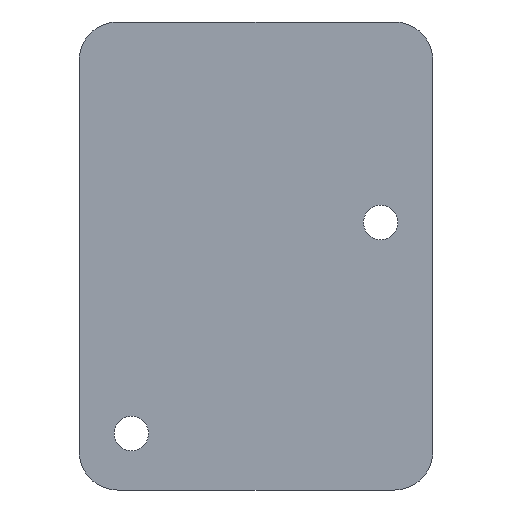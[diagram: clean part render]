
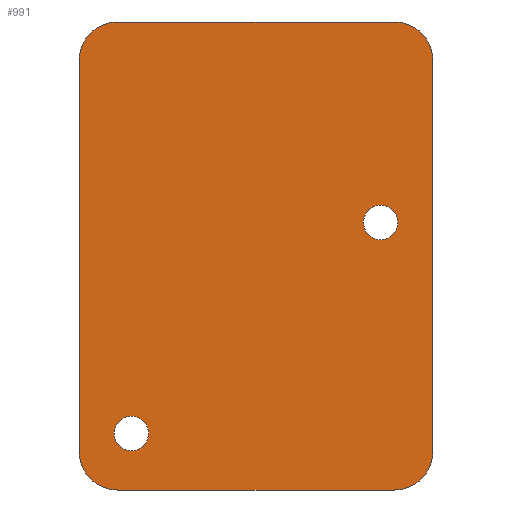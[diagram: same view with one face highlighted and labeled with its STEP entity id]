
A CAD part, front view. The second image highlights one B-rep face of the part: STEP entity #991.
In plain terms, the highlighted planar face has unit normal (0, -1, 0).
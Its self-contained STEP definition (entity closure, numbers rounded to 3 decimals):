
#31=CIRCLE('',#1057,2.25);
#33=CIRCLE('',#1060,2.25);
#38=CIRCLE('',#1068,5.);
#39=CIRCLE('',#1069,5.);
#40=CIRCLE('',#1070,5.);
#41=CIRCLE('',#1071,5.);
#142=ORIENTED_EDGE('',*,*,#397,.T.);
#143=ORIENTED_EDGE('',*,*,#395,.T.);
#144=ORIENTED_EDGE('',*,*,#400,.T.);
#145=ORIENTED_EDGE('',*,*,#410,.T.);
#146=ORIENTED_EDGE('',*,*,#382,.T.);
#147=ORIENTED_EDGE('',*,*,#411,.T.);
#148=ORIENTED_EDGE('',*,*,#388,.T.);
#149=ORIENTED_EDGE('',*,*,#412,.T.);
#150=ORIENTED_EDGE('',*,*,#390,.T.);
#151=ORIENTED_EDGE('',*,*,#413,.T.);
#382=EDGE_CURVE('',#517,#518,#615,.T.);
#388=EDGE_CURVE('',#524,#523,#621,.T.);
#390=EDGE_CURVE('',#525,#526,#623,.T.);
#395=EDGE_CURVE('',#530,#530,#31,.T.);
#397=EDGE_CURVE('',#532,#532,#33,.T.);
#400=EDGE_CURVE('',#536,#535,#629,.T.);
#410=EDGE_CURVE('',#535,#517,#38,.T.);
#411=EDGE_CURVE('',#518,#524,#39,.T.);
#412=EDGE_CURVE('',#523,#525,#40,.T.);
#413=EDGE_CURVE('',#526,#536,#41,.T.);
#517=VERTEX_POINT('',#1487);
#518=VERTEX_POINT('',#1488);
#523=VERTEX_POINT('',#1499);
#524=VERTEX_POINT('',#1501);
#525=VERTEX_POINT('',#1505);
#526=VERTEX_POINT('',#1506);
#530=VERTEX_POINT('',#1516);
#532=VERTEX_POINT('',#1521);
#535=VERTEX_POINT('',#1527);
#536=VERTEX_POINT('',#1529);
#615=LINE('',#1486,#728);
#621=LINE('',#1500,#734);
#623=LINE('',#1504,#736);
#629=LINE('',#1528,#742);
#728=VECTOR('',#1181,1000.);
#734=VECTOR('',#1189,1000.);
#736=VECTOR('',#1193,1000.);
#742=VECTOR('',#1213,1000.);
#820=EDGE_LOOP('',(#142));
#821=EDGE_LOOP('',(#143));
#822=EDGE_LOOP('',(#144,#145,#146,#147,#148,#149,#150,#151));
#889=FACE_BOUND('',#820,.T.);
#890=FACE_BOUND('',#821,.T.);
#891=FACE_BOUND('',#822,.T.);
#951=PLANE('',#1067);
#991=ADVANCED_FACE('',(#889,#890,#891),#951,.T.);
#1057=AXIS2_PLACEMENT_3D('',#1515,#1201,#1202);
#1060=AXIS2_PLACEMENT_3D('',#1520,#1207,#1208);
#1067=AXIS2_PLACEMENT_3D('',#1544,#1229,#1230);
#1068=AXIS2_PLACEMENT_3D('',#1545,#1231,#1232);
#1069=AXIS2_PLACEMENT_3D('',#1546,#1233,#1234);
#1070=AXIS2_PLACEMENT_3D('',#1547,#1235,#1236);
#1071=AXIS2_PLACEMENT_3D('',#1548,#1237,#1238);
#1181=DIRECTION('',(0.,0.,-1.));
#1189=DIRECTION('',(1.,0.,0.));
#1193=DIRECTION('',(0.,0.,1.));
#1201=DIRECTION('',(0.,1.,0.));
#1202=DIRECTION('',(1.,0.,0.));
#1207=DIRECTION('',(0.,1.,0.));
#1208=DIRECTION('',(1.,0.,0.));
#1213=DIRECTION('',(-1.,0.,0.));
#1229=DIRECTION('',(0.,-1.,0.));
#1230=DIRECTION('',(0.,0.,-1.));
#1231=DIRECTION('',(0.,-1.,0.));
#1232=DIRECTION('',(0.,0.,-1.));
#1233=DIRECTION('',(0.,-1.,0.));
#1234=DIRECTION('',(0.,0.,-1.));
#1235=DIRECTION('',(0.,-1.,0.));
#1236=DIRECTION('',(0.,0.,-1.));
#1237=DIRECTION('',(0.,-1.,0.));
#1238=DIRECTION('',(0.,0.,-1.));
#1486=CARTESIAN_POINT('',(-23.05,0.,30.5));
#1487=CARTESIAN_POINT('',(-23.05,0.,25.5));
#1488=CARTESIAN_POINT('',(-23.05,0.,-25.5));
#1499=CARTESIAN_POINT('',(18.05,0.,-30.5));
#1500=CARTESIAN_POINT('',(-23.05,0.,-30.5));
#1501=CARTESIAN_POINT('',(-18.05,0.,-30.5));
#1504=CARTESIAN_POINT('',(23.05,0.,-30.5));
#1505=CARTESIAN_POINT('',(23.05,0.,-25.5));
#1506=CARTESIAN_POINT('',(23.05,0.,25.5));
#1515=CARTESIAN_POINT('',(16.25,0.,4.37));
#1516=CARTESIAN_POINT('',(18.5,0.,4.37));
#1520=CARTESIAN_POINT('',(-16.25,0.,-23.13));
#1521=CARTESIAN_POINT('',(-14.,0.,-23.13));
#1527=CARTESIAN_POINT('',(-18.05,0.,30.5));
#1528=CARTESIAN_POINT('',(23.05,0.,30.5));
#1529=CARTESIAN_POINT('',(18.05,0.,30.5));
#1544=CARTESIAN_POINT('',(0.,0.,0.));
#1545=CARTESIAN_POINT('',(-18.05,0.,25.5));
#1546=CARTESIAN_POINT('',(-18.05,0.,-25.5));
#1547=CARTESIAN_POINT('',(18.05,0.,-25.5));
#1548=CARTESIAN_POINT('',(18.05,0.,25.5));
